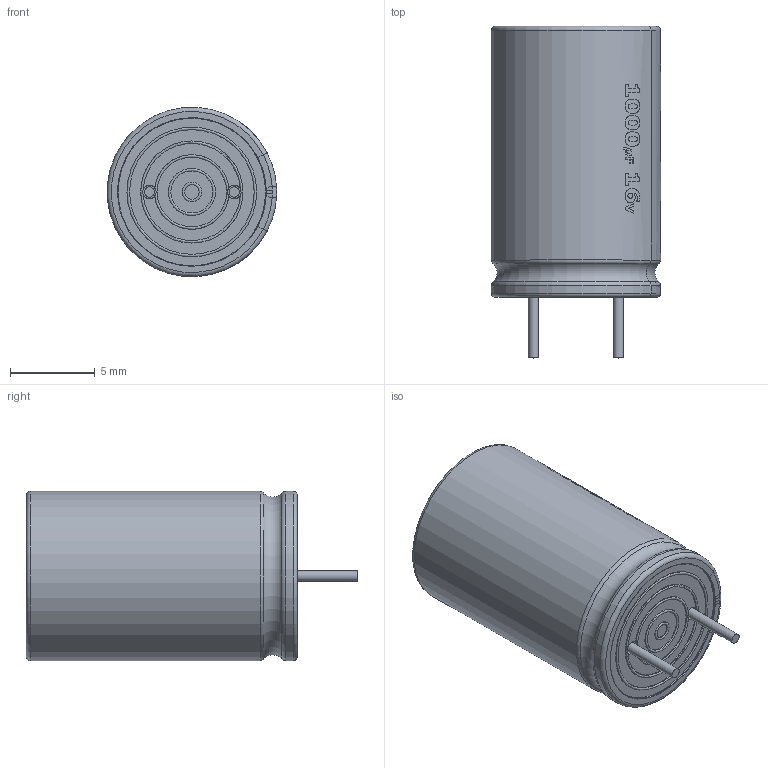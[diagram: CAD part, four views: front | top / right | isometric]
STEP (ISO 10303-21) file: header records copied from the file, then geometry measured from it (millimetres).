
FILE_DESCRIPTION(/* description */ (''),/* implementation_level */ '2;1');
FILE_NAME(/* name */ '1000uF 16V electr -10x16mm -P.diameter 5mm.stp',/* time_stamp */ '2022-03-11T22:56:43+01:00',/* author */ ('JOSE LUIS'),/* organization */ (''),/* preprocessor_version */ 'ST-DEVELOPER v18',/* originating_system */ 'Autodesk Inventor 2020',/* authorisation */ '');
FILE_SCHEMA (('AUTOMOTIVE_DESIGN { 1 0 10303 214 3 1 1 }'));
Length unit declared in the file: millimetre
Products named in the file (1): 1000uF 16V electr -10x16mm -P.diameter 5mm
Bounding box: 9.98 x 19.57 x 9.98 mm (x, y, z)
Volume: 1237.3 mm3; surface area: 690.1 mm2
Topology: 3 solids, 3 shells, 124 faces, 501 edges, 410 vertices
Faces by surface type: cylinder 62, plane 39, torus 23
Full cylindrical faces by diameter (mm): 0.6 x2, 0.8 x2, 0.85 x1, 1.15 x1, 2.475 x1, 2.775 x1, 4.1 x1, 6.025 x1, 7.35 x1, 7.65 x1, 8.7 x2
Entity records: 6637 total; most frequent: CARTESIAN_POINT 2089, ORIENTED_EDGE 1002, DIRECTION 845, EDGE_CURVE 501, VERTEX_POINT 410, AXIS2_PLACEMENT_3D 348, CIRCLE 219, EDGE_LOOP 155
